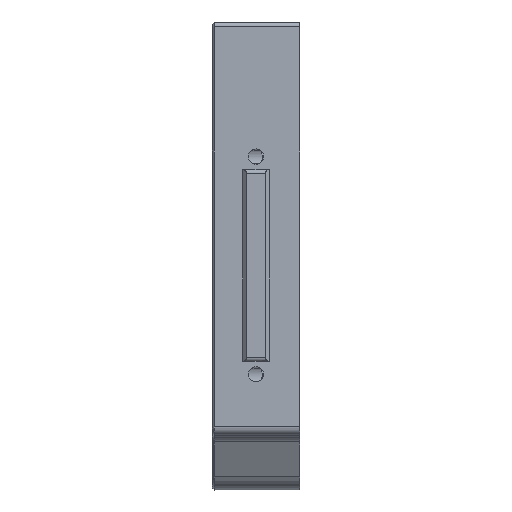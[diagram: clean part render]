
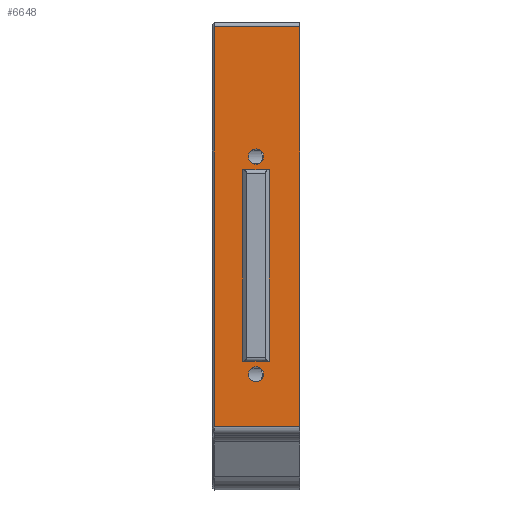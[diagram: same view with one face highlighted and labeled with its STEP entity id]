
A CAD part, top view. The second image highlights one B-rep face of the part: STEP entity #6648.
In plain terms, the highlighted planar face has unit normal (0, 0, 1).
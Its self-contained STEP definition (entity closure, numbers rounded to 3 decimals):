
#225=FACE_BOUND('',#1275,.T.);
#226=FACE_BOUND('',#1276,.T.);
#227=FACE_BOUND('',#1277,.T.);
#637=PLANE('',#7200);
#889=FACE_OUTER_BOUND('',#1274,.T.);
#1274=EDGE_LOOP('',(#5287,#5288,#5289,#5290));
#1275=EDGE_LOOP('',(#5291));
#1276=EDGE_LOOP('',(#5292));
#1277=EDGE_LOOP('',(#5293,#5294,#5295,#5296));
#1810=LINE('',#10491,#2404);
#1835=LINE('',#10559,#2429);
#1836=LINE('',#10562,#2430);
#1837=LINE('',#10563,#2431);
#1838=LINE('',#10570,#2432);
#1839=LINE('',#10572,#2433);
#1840=LINE('',#10574,#2434);
#1841=LINE('',#10575,#2435);
#2404=VECTOR('',#8417,10.);
#2429=VECTOR('',#8494,10.);
#2430=VECTOR('',#8497,10.);
#2431=VECTOR('',#8498,1.);
#2432=VECTOR('',#8503,10.);
#2433=VECTOR('',#8504,10.);
#2434=VECTOR('',#8505,10.);
#2435=VECTOR('',#8506,10.);
#2846=CIRCLE('',#7201,1.75);
#2847=CIRCLE('',#7202,1.75);
#3276=VERTEX_POINT('',#10485);
#3277=VERTEX_POINT('',#10489);
#3294=VERTEX_POINT('',#10557);
#3295=VERTEX_POINT('',#10561);
#3296=VERTEX_POINT('',#10564);
#3297=VERTEX_POINT('',#10566);
#3298=VERTEX_POINT('',#10568);
#3299=VERTEX_POINT('',#10569);
#3300=VERTEX_POINT('',#10571);
#3301=VERTEX_POINT('',#10573);
#3993=EDGE_CURVE('',#3276,#3277,#1810,.T.);
#4027=EDGE_CURVE('',#3277,#3294,#1835,.T.);
#4028=EDGE_CURVE('',#3295,#3294,#1836,.T.);
#4029=EDGE_CURVE('',#3276,#3295,#1837,.T.);
#4030=EDGE_CURVE('',#3296,#3296,#2846,.T.);
#4031=EDGE_CURVE('',#3297,#3297,#2847,.T.);
#4032=EDGE_CURVE('',#3298,#3299,#1838,.T.);
#4033=EDGE_CURVE('',#3300,#3298,#1839,.T.);
#4034=EDGE_CURVE('',#3301,#3300,#1840,.T.);
#4035=EDGE_CURVE('',#3299,#3301,#1841,.T.);
#5287=ORIENTED_EDGE('',*,*,#3993,.T.);
#5288=ORIENTED_EDGE('',*,*,#4027,.T.);
#5289=ORIENTED_EDGE('',*,*,#4028,.F.);
#5290=ORIENTED_EDGE('',*,*,#4029,.F.);
#5291=ORIENTED_EDGE('',*,*,#4030,.F.);
#5292=ORIENTED_EDGE('',*,*,#4031,.F.);
#5293=ORIENTED_EDGE('',*,*,#4032,.F.);
#5294=ORIENTED_EDGE('',*,*,#4033,.F.);
#5295=ORIENTED_EDGE('',*,*,#4034,.F.);
#5296=ORIENTED_EDGE('',*,*,#4035,.F.);
#6648=ADVANCED_FACE('',(#889,#225,#226,#227),#637,.F.);
#7200=AXIS2_PLACEMENT_3D('',#10560,#8495,#8496);
#7201=AXIS2_PLACEMENT_3D('',#10565,#8499,#8500);
#7202=AXIS2_PLACEMENT_3D('',#10567,#8501,#8502);
#8417=DIRECTION('',(0.,-1.,0.));
#8494=DIRECTION('',(1.,0.,0.));
#8495=DIRECTION('center_axis',(0.,0.,
-1.));
#8496=DIRECTION('ref_axis',(0.,-1.,0.));
#8497=DIRECTION('',(0.,-1.,0.));
#8498=DIRECTION('',(1.,0.,0.));
#8499=DIRECTION('center_axis',(0.,0.,
1.));
#8500=DIRECTION('ref_axis',(1.,0.,0.));
#8501=DIRECTION('center_axis',(0.,0.,
1.));
#8502=DIRECTION('ref_axis',(1.,0.,0.));
#8503=DIRECTION('',(1.,0.,0.));
#8504=DIRECTION('',(0.,-1.,0.));
#8505=DIRECTION('',(-1.,0.,0.));
#8506=DIRECTION('',(0.,1.,0.));
#10485=CARTESIAN_POINT('',(350.68,229.81,-58.096));
#10489=CARTESIAN_POINT('',(350.68,138.,-58.096));
#10491=CARTESIAN_POINT('',(350.68,133.6,-58.096));
#10557=CARTESIAN_POINT('',(370.28,138.,-58.096));
#10559=CARTESIAN_POINT('',(360.28,138.,-58.096));
#10560=CARTESIAN_POINT('Origin',(370.28,139.2,-58.096));
#10561=CARTESIAN_POINT('',(370.28,229.81,-58.096));
#10562=CARTESIAN_POINT('',(370.28,133.6,-58.096));
#10563=CARTESIAN_POINT('',(370.28,229.81,-58.096));
#10564=CARTESIAN_POINT('',(358.53,150.,-58.096));
#10565=CARTESIAN_POINT('Origin',(360.28,150.,-58.096));
#10566=CARTESIAN_POINT('',(358.53,200.,-58.096));
#10567=CARTESIAN_POINT('Origin',(360.28,200.,-58.096));
#10568=CARTESIAN_POINT('',(357.28,153.,-58.096));
#10569=CARTESIAN_POINT('',(363.28,153.,-58.096));
#10570=CARTESIAN_POINT('',(366.78,153.,-58.096));
#10571=CARTESIAN_POINT('',(357.28,197.,-58.096));
#10572=CARTESIAN_POINT('',(357.28,146.1,-58.096));
#10573=CARTESIAN_POINT('',(363.28,197.,-58.096));
#10574=CARTESIAN_POINT('',(363.78,197.,-58.096));
#10575=CARTESIAN_POINT('',(363.28,168.1,-58.096));
